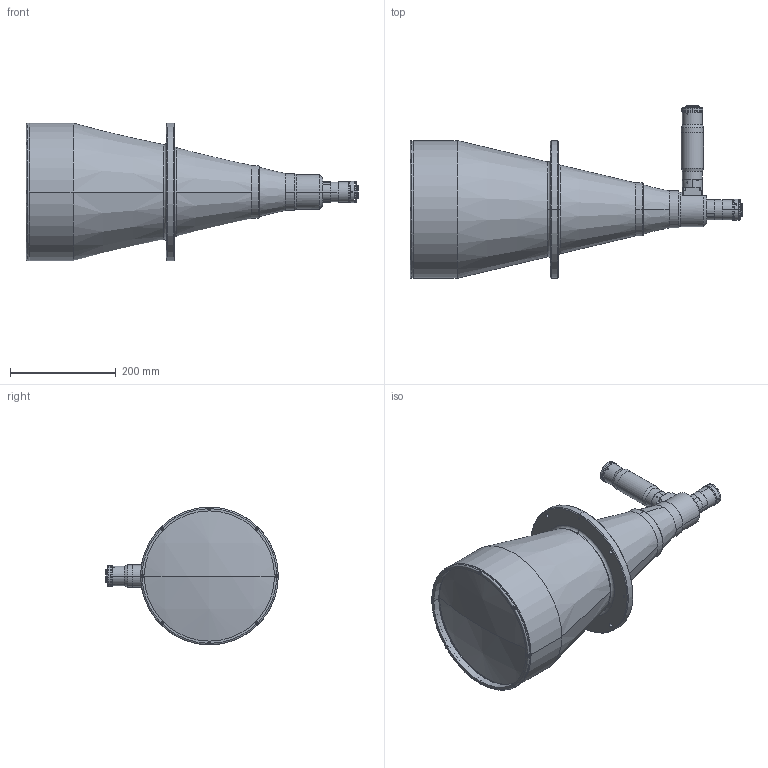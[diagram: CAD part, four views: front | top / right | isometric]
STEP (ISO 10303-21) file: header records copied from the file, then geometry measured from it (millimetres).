
FILE_DESCRIPTION (( 'STEP AP214' ), '1' );
FILE_NAME ('TCDP23C4XC192.STEP', '2015-10-15T08:44:56', ( '' ), ( '' ), 'SwSTEP 2.0', 'SolidWorks 2013', '' );
FILE_SCHEMA (( 'AUTOMOTIVE_DESIGN' ));
Length unit declared in the file: millimetre
Products named in the file (1): TCDP23C4XC192
Bounding box: 626.73 x 325.78 x 260 mm (x, y, z)
Surface area: 486917.8 mm2 (no closed solid volume)
Topology: 0 solids, 29 shells, 330 faces, 998 edges, 694 vertices
Faces by surface type: cylinder 137, plane 125, cone 34, torus 32, sphere 2
Entity records: 15876 total; most frequent: CARTESIAN_POINT 3019, DIRECTION 2056, ORIENTED_EDGE 1659, EDGE_CURVE 998, AXIS2_PLACEMENT_3D 795, VERTEX_POINT 694, VECTOR 466, LINE 466
